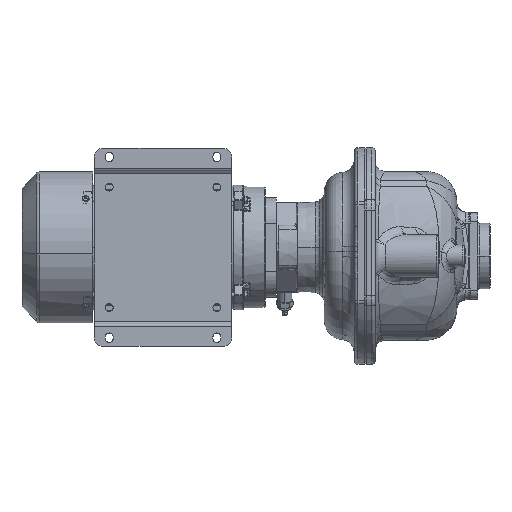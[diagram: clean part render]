
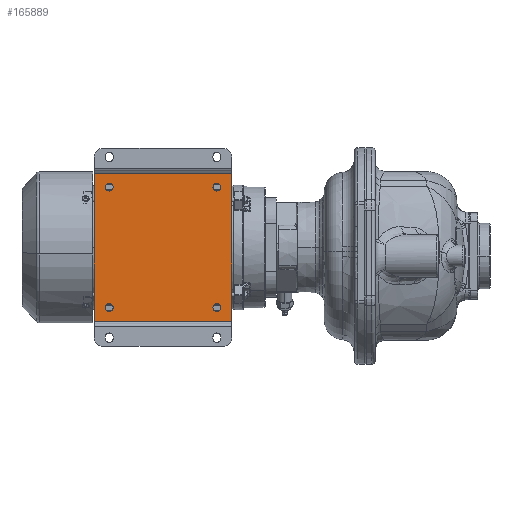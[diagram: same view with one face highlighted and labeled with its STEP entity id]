
A CAD part, front view. The second image highlights one B-rep face of the part: STEP entity #165889.
In plain terms, the highlighted planar face has unit normal (0, -1, 0).
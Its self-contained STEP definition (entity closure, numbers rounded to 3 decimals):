
#40011=DIRECTION('',(0.,0.,-1.));
#40012=VECTOR('',#40011,172.);
#40013=CARTESIAN_POINT('',(-156.5,-92.,86.));
#40014=LINE('',#40013,#40012);
#40055=DIRECTION('',(0.,0.,-1.));
#40056=VECTOR('',#40055,172.);
#40057=CARTESIAN_POINT('',(-316.5,-92.,86.));
#40058=LINE('',#40057,#40056);
#40095=DIRECTION('',(-1.,0.,0.));
#40096=VECTOR('',#40095,160.);
#40097=CARTESIAN_POINT('',(-156.5,-92.,86.));
#40098=LINE('',#40097,#40096);
#40099=CARTESIAN_POINT('',(-299.,-92.,70.));
#40100=DIRECTION('',(0.,1.,0.));
#40101=DIRECTION('',(-1.,0.,0.));
#40102=AXIS2_PLACEMENT_3D('',#40099,#40100,#40101);
#40104=CARTESIAN_POINT('',(-299.,-92.,70.));
#40105=DIRECTION('',(0.,1.,0.));
#40106=DIRECTION('',(1.,0.,0.));
#40107=AXIS2_PLACEMENT_3D('',#40104,#40105,#40106);
#40109=CARTESIAN_POINT('',(-299.,-92.,-70.));
#40110=DIRECTION('',(0.,1.,0.));
#40111=DIRECTION('',(-1.,0.,0.));
#40112=AXIS2_PLACEMENT_3D('',#40109,#40110,#40111);
#40114=CARTESIAN_POINT('',(-299.,-92.,-70.));
#40115=DIRECTION('',(0.,1.,0.));
#40116=DIRECTION('',(1.,0.,0.));
#40117=AXIS2_PLACEMENT_3D('',#40114,#40115,#40116);
#40119=CARTESIAN_POINT('',(-174.,-92.,70.));
#40120=DIRECTION('',(0.,1.,0.));
#40121=DIRECTION('',(-1.,0.,0.));
#40122=AXIS2_PLACEMENT_3D('',#40119,#40120,#40121);
#40124=CARTESIAN_POINT('',(-174.,-92.,70.));
#40125=DIRECTION('',(0.,1.,0.));
#40126=DIRECTION('',(1.,0.,0.));
#40127=AXIS2_PLACEMENT_3D('',#40124,#40125,#40126);
#40129=CARTESIAN_POINT('',(-174.,-92.,-70.));
#40130=DIRECTION('',(0.,1.,0.));
#40131=DIRECTION('',(-1.,0.,0.));
#40132=AXIS2_PLACEMENT_3D('',#40129,#40130,#40131);
#40134=CARTESIAN_POINT('',(-174.,-92.,-70.));
#40135=DIRECTION('',(0.,1.,0.));
#40136=DIRECTION('',(1.,0.,0.));
#40137=AXIS2_PLACEMENT_3D('',#40134,#40135,#40136);
#40139=DIRECTION('',(-1.,0.,0.));
#40140=VECTOR('',#40139,160.);
#40141=CARTESIAN_POINT('',(-156.5,-92.,-86.));
#40142=LINE('',#40141,#40140);
#109011=CARTESIAN_POINT('',(-156.5,-92.,86.));
#109012=CARTESIAN_POINT('',(-156.5,-92.,-86.));
#109013=VERTEX_POINT('',#109011);
#109014=VERTEX_POINT('',#109012);
#109023=CARTESIAN_POINT('',(-316.5,-92.,86.));
#109024=CARTESIAN_POINT('',(-316.5,-92.,-86.));
#109025=VERTEX_POINT('',#109023);
#109026=VERTEX_POINT('',#109024);
#109095=CARTESIAN_POINT('',(-178.5,-92.,-70.));
#109096=CARTESIAN_POINT('',(-169.5,-92.,-70.));
#109097=VERTEX_POINT('',#109095);
#109098=VERTEX_POINT('',#109096);
#109099=CARTESIAN_POINT('',(-178.5,-92.,70.));
#109100=CARTESIAN_POINT('',(-169.5,-92.,70.));
#109101=VERTEX_POINT('',#109099);
#109102=VERTEX_POINT('',#109100);
#109103=CARTESIAN_POINT('',(-303.5,-92.,-70.));
#109104=CARTESIAN_POINT('',(-294.5,-92.,-70.));
#109105=VERTEX_POINT('',#109103);
#109106=VERTEX_POINT('',#109104);
#109107=CARTESIAN_POINT('',(-303.5,-92.,70.));
#109108=CARTESIAN_POINT('',(-294.5,-92.,70.));
#109109=VERTEX_POINT('',#109107);
#109110=VERTEX_POINT('',#109108);
#165853=CARTESIAN_POINT('',(-156.5,-92.,86.));
#165854=DIRECTION('',(0.,1.,0.));
#165855=DIRECTION('',(0.,0.,-1.));
#165856=AXIS2_PLACEMENT_3D('',#165853,#165854,#165855);
#165857=PLANE('',#165856);
#165858=ORIENTED_EDGE('',*,*,#165731,.T.);
#165860=ORIENTED_EDGE('',*,*,#165859,.T.);
#165861=ORIENTED_EDGE('',*,*,#165790,.F.);
#165862=ORIENTED_EDGE('',*,*,#165845,.F.);
#165863=EDGE_LOOP('',(#165858,#165860,#165861,#165862));
#165864=FACE_OUTER_BOUND('',#165863,.F.);
#165866=ORIENTED_EDGE('',*,*,#165865,.F.);
#165868=ORIENTED_EDGE('',*,*,#165867,.F.);
#165869=EDGE_LOOP('',(#165866,#165868));
#165870=FACE_BOUND('',#165869,.F.);
#165872=ORIENTED_EDGE('',*,*,#165871,.F.);
#165874=ORIENTED_EDGE('',*,*,#165873,.F.);
#165875=EDGE_LOOP('',(#165872,#165874));
#165876=FACE_BOUND('',#165875,.F.);
#165878=ORIENTED_EDGE('',*,*,#165877,.F.);
#165880=ORIENTED_EDGE('',*,*,#165879,.F.);
#165881=EDGE_LOOP('',(#165878,#165880));
#165882=FACE_BOUND('',#165881,.F.);
#165884=ORIENTED_EDGE('',*,*,#165883,.F.);
#165886=ORIENTED_EDGE('',*,*,#165885,.F.);
#165887=EDGE_LOOP('',(#165884,#165886));
#165888=FACE_BOUND('',#165887,.F.);
#165889=ADVANCED_FACE('',(#165864,#165870,#165876,#165882,#165888),#165857,.F.);
#40103=CIRCLE('',#40102,4.5);
#40108=CIRCLE('',#40107,4.5);
#40113=CIRCLE('',#40112,4.5);
#40118=CIRCLE('',#40117,4.5);
#40123=CIRCLE('',#40122,4.5);
#40128=CIRCLE('',#40127,4.5);
#40133=CIRCLE('',#40132,4.5);
#40138=CIRCLE('',#40137,4.5);
#165731=EDGE_CURVE('',#109013,#109014,#40014,.T.);
#165790=EDGE_CURVE('',#109025,#109026,#40058,.T.);
#165845=EDGE_CURVE('',#109013,#109025,#40098,.T.);
#165859=EDGE_CURVE('',#109014,#109026,#40142,.T.);
#165865=EDGE_CURVE('',#109109,#109110,#40103,.T.);
#165867=EDGE_CURVE('',#109110,#109109,#40108,.T.);
#165871=EDGE_CURVE('',#109105,#109106,#40113,.T.);
#165873=EDGE_CURVE('',#109106,#109105,#40118,.T.);
#165877=EDGE_CURVE('',#109101,#109102,#40123,.T.);
#165879=EDGE_CURVE('',#109102,#109101,#40128,.T.);
#165883=EDGE_CURVE('',#109097,#109098,#40133,.T.);
#165885=EDGE_CURVE('',#109098,#109097,#40138,.T.);
